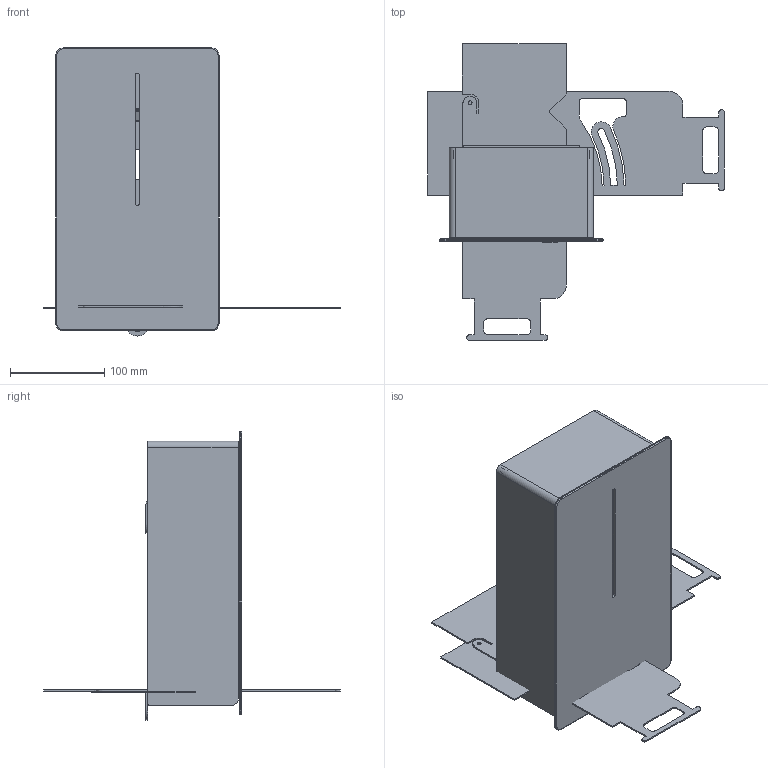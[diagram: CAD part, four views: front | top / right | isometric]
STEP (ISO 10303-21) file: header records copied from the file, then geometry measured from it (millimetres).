
FILE_DESCRIPTION(/* description */ (' DAN DRYER LOKI waste bin 3L'),/* implementation_level */ '2;1');
FILE_NAME(/* name */ '4130-REV.3.stp',/* time_stamp */ '2025-10-10T14:27:25+02:00',/* author */ ('sps'),/* organization */ (''),/* preprocessor_version */ 'ST-DEVELOPER v20.1',/* originating_system */ 'Autodesk Inventor 2026',/* authorisation */ '');
FILE_SCHEMA (('AUTOMOTIVE_DESIGN { 1 0 10303 214 3 1 1 }'));
Length unit declared in the file: millimetre
Products named in the file (17): 4130; 67490; 67490-20; 67490-10; DIN 934 - M6; 67490-40; 67490-30; 67490-50; 67490-60; 67492; 67492-10; 67492-20; 67492-30; 67494; 67150; 55000; 33215
Assembly tree (21 placements, depth 3):
  4130
    67490
      67490-20
      67490-10
      DIN 934 - M6  x2
      67490-40
      67490-30
      67490-50  x2
      67490-60
    67492
      67492-10
      67492-20
      67492-30
    67494
    67150  x2
    55000  x2
    33215  x2
Bounding box: 314.71 x 314.71 x 305.5 mm (x, y, z)
Volume: 437238.2 mm3; surface area: 473209 mm2
Topology: 19 solids, 19 shells, 503 faces, 1191 edges, 732 vertices
Faces by surface type: plane 299, cylinder 166, bspline 16, torus 12, cone 8, sphere 2
Full cylindrical faces by diameter (mm): 4 x6, 4.2 x2, 4.917 x2, 5 x4, 6 x5, 6.2 x2, 10 x2, 11.5 x2
Entity records: 14333 total; most frequent: CARTESIAN_POINT 2779, DIRECTION 2355, ORIENTED_EDGE 2228, EDGE_CURVE 1114, AXIS2_PLACEMENT_3D 797, LINE 761, VECTOR 761, VERTEX_POINT 682
